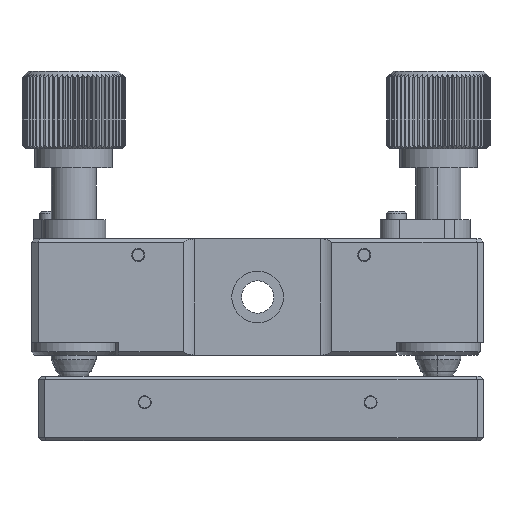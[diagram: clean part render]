
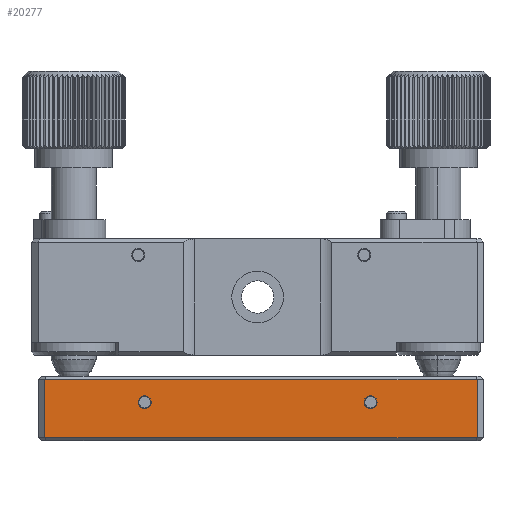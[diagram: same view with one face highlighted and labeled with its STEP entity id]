
A CAD part, front view. The second image highlights one B-rep face of the part: STEP entity #20277.
In plain terms, the highlighted planar face has unit normal (0, -1, 0).
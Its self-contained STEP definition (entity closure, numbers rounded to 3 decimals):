
#27 = AXIS2_PLACEMENT_3D ( 'NONE', #30712, #9002, #3588 ) ;
#608 = DIRECTION ( 'NONE',  ( 0., -1., 0. ) ) ;
#615 = VERTEX_POINT ( 'NONE', #23276 ) ;
#1568 = VERTEX_POINT ( 'NONE', #34750 ) ;
#1709 = LINE ( 'NONE', #11118, #21555 ) ;
#2209 = VERTEX_POINT ( 'NONE', #17965 ) ;
#2770 = DIRECTION ( 'NONE',  ( 0., 0., -1. ) ) ;
#3029 = CARTESIAN_POINT ( 'NONE',  ( 21.607, -31.717, 57.2 ) ) ;
#3314 = CARTESIAN_POINT ( 'NONE',  ( -45.393, -31.717, 48.2 ) ) ;
#3588 = DIRECTION ( 'NONE',  ( 0., 0., -1. ) ) ;
#4851 = AXIS2_PLACEMENT_3D ( 'NONE', #5644, #27212, #30171 ) ;
#5048 = CARTESIAN_POINT ( 'NONE',  ( -45.393, -31.717, 57.7 ) ) ;
#5168 = VERTEX_POINT ( 'NONE', #12377 ) ;
#5334 = EDGE_CURVE ( 'NONE', #25417, #8417, #29232, .T. ) ;
#5352 = CARTESIAN_POINT ( 'NONE',  ( 21.607, -31.717, 57.7 ) ) ;
#5644 = CARTESIAN_POINT ( 'NONE',  ( -29.893, -31.717, 53.7 ) ) ;
#6540 = CARTESIAN_POINT ( 'NONE',  ( -45.393, -31.717, 57.2 ) ) ;
#7784 = EDGE_CURVE ( 'NONE', #20658, #615, #1709, .T. ) ;
#8107 = AXIS2_PLACEMENT_3D ( 'NONE', #5048, #23913, #26637 ) ;
#8417 = VERTEX_POINT ( 'NONE', #10360 ) ;
#9002 = DIRECTION ( 'NONE',  ( 0., -1., 0. ) ) ;
#9040 = CIRCLE ( 'NONE', #18584, 1. ) ;
#9179 = AXIS2_PLACEMENT_3D ( 'NONE', #25833, #23003, #12270 ) ;
#10165 = ORIENTED_EDGE ( 'NONE', *, *, #21455, .F. ) ;
#10360 = CARTESIAN_POINT ( 'NONE',  ( -29.893, -31.717, 52.7 ) ) ;
#11118 = CARTESIAN_POINT ( 'NONE',  ( -45.393, -31.717, 57.7 ) ) ;
#11675 = DIRECTION ( 'NONE',  ( 1., 0., 0. ) ) ;
#12270 = DIRECTION ( 'NONE',  ( 0., 0., -1. ) ) ;
#12377 = CARTESIAN_POINT ( 'NONE',  ( 5.107, -31.717, 54.7 ) ) ;
#12551 = EDGE_CURVE ( 'NONE', #615, #1568, #19502, .T. ) ;
#13164 = FACE_OUTER_BOUND ( 'NONE', #17402, .T. ) ;
#13949 = VECTOR ( 'NONE', #14940, 1000. ) ;
#14940 = DIRECTION ( 'NONE',  ( -1., 0., 0. ) ) ;
#15812 = PLANE ( 'NONE',  #8107 ) ;
#17402 = EDGE_LOOP ( 'NONE', ( #34162, #19196, #26138, #19149 ) ) ;
#17950 = VECTOR ( 'NONE', #2770, 1000. ) ;
#17965 = CARTESIAN_POINT ( 'NONE',  ( 5.107, -31.717, 52.7 ) ) ;
#18312 = ORIENTED_EDGE ( 'NONE', *, *, #33645, .F. ) ;
#18584 = AXIS2_PLACEMENT_3D ( 'NONE', #19434, #608, #27467 ) ;
#19149 = ORIENTED_EDGE ( 'NONE', *, *, #12551, .T. ) ;
#19196 = ORIENTED_EDGE ( 'NONE', *, *, #25099, .T. ) ;
#19434 = CARTESIAN_POINT ( 'NONE',  ( 5.107, -31.717, 53.7 ) ) ;
#19502 = LINE ( 'NONE', #3314, #33053 ) ;
#19845 = ORIENTED_EDGE ( 'NONE', *, *, #30296, .F. ) ;
#19941 = DIRECTION ( 'NONE',  ( 0., 0., -1. ) ) ;
#20277 = ADVANCED_FACE ( 'NONE', ( #20333, #32175, #13164 ), #15812, .F. ) ;
#20333 = FACE_BOUND ( 'NONE', #33233, .T. ) ;
#20658 = VERTEX_POINT ( 'NONE', #30994 ) ;
#21336 = ORIENTED_EDGE ( 'NONE', *, *, #5334, .F. ) ;
#21455 = EDGE_CURVE ( 'NONE', #5168, #2209, #31260, .T. ) ;
#21555 = VECTOR ( 'NONE', #19941, 1000. ) ;
#23003 = DIRECTION ( 'NONE',  ( 0., -1., 0. ) ) ;
#23276 = CARTESIAN_POINT ( 'NONE',  ( -45.393, -31.717, 48.2 ) ) ;
#23653 = LINE ( 'NONE', #6540, #13949 ) ;
#23913 = DIRECTION ( 'NONE',  ( 0., 1., 0. ) ) ;
#25099 = EDGE_CURVE ( 'NONE', #30819, #20658, #23653, .T. ) ;
#25120 = LINE ( 'NONE', #5352, #17950 ) ;
#25417 = VERTEX_POINT ( 'NONE', #32630 ) ;
#25833 = CARTESIAN_POINT ( 'NONE',  ( -29.893, -31.717, 53.7 ) ) ;
#26138 = ORIENTED_EDGE ( 'NONE', *, *, #7784, .T. ) ;
#26637 = DIRECTION ( 'NONE',  ( 0., 0., 1. ) ) ;
#27212 = DIRECTION ( 'NONE',  ( 0., -1., 0. ) ) ;
#27467 = DIRECTION ( 'NONE',  ( 0., 0., -1. ) ) ;
#29232 = CIRCLE ( 'NONE', #4851, 1. ) ;
#29723 = EDGE_CURVE ( 'NONE', #30819, #1568, #25120, .T. ) ;
#30171 = DIRECTION ( 'NONE',  ( 0., 0., -1. ) ) ;
#30296 = EDGE_CURVE ( 'NONE', #2209, #5168, #9040, .T. ) ;
#30712 = CARTESIAN_POINT ( 'NONE',  ( 5.107, -31.717, 53.7 ) ) ;
#30819 = VERTEX_POINT ( 'NONE', #3029 ) ;
#30994 = CARTESIAN_POINT ( 'NONE',  ( -45.393, -31.717, 57.2 ) ) ;
#31260 = CIRCLE ( 'NONE', #27, 1. ) ;
#32175 = FACE_BOUND ( 'NONE', #33882, .T. ) ;
#32287 = CIRCLE ( 'NONE', #9179, 1. ) ;
#32630 = CARTESIAN_POINT ( 'NONE',  ( -29.893, -31.717, 54.7 ) ) ;
#33053 = VECTOR ( 'NONE', #11675, 1000. ) ;
#33233 = EDGE_LOOP ( 'NONE', ( #18312, #21336 ) ) ;
#33645 = EDGE_CURVE ( 'NONE', #8417, #25417, #32287, .T. ) ;
#33882 = EDGE_LOOP ( 'NONE', ( #19845, #10165 ) ) ;
#34162 = ORIENTED_EDGE ( 'NONE', *, *, #29723, .F. ) ;
#34750 = CARTESIAN_POINT ( 'NONE',  ( 21.607, -31.717, 48.2 ) ) ;
